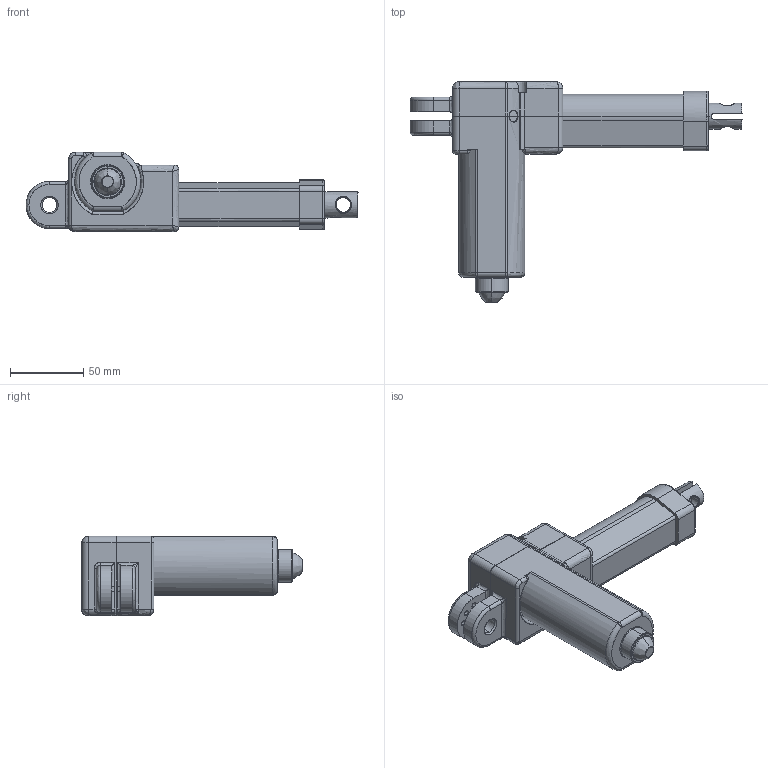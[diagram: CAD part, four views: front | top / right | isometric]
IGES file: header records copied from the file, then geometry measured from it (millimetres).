
Start section: SolidWorks IGES file using analytic representation for surfaces
Global section: file name: JLDQ.14B.IGS; native system: SolidWorks 2014; preprocessor: SolidWorks 2014; author: ckuhn; date: 151201.124637; units: millimetre
Bounding box: 226 x 150.19 x 54.01 mm (x, y, z)
Surface area: 50925.6 mm2 (no closed solid volume)
Topology: 0 solids, 0 shells, 281 faces, 4216 edges, 4201 vertices
Faces by surface type: revolution 144, bspline 137
